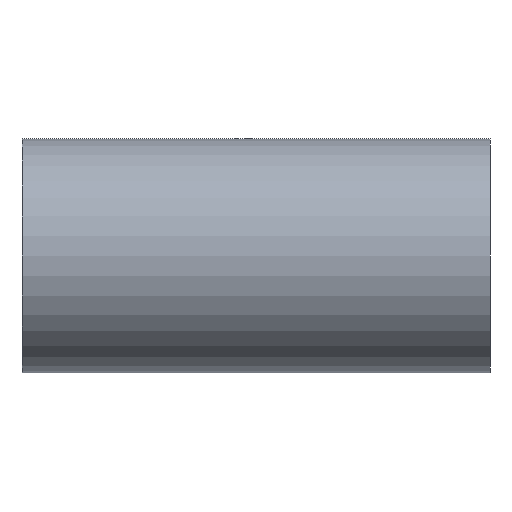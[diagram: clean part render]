
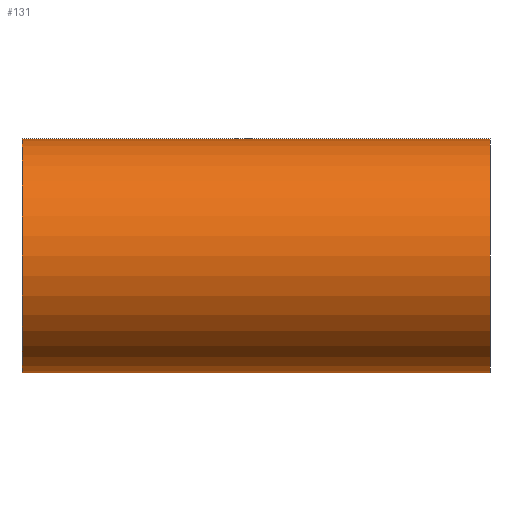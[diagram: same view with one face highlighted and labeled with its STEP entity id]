
A CAD part, left-side view. The second image highlights one B-rep face of the part: STEP entity #131.
In plain terms, the highlighted cylindrical face has radius 5.556 mm (diameter 11.112 mm), a partial arc.
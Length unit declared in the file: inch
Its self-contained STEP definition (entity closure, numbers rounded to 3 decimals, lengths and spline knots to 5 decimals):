
#1 = LINE ( 'NONE', #143, #215 ) ;
#3 = ORIENTED_EDGE ( 'NONE', *, *, #39, .F. ) ;
#7 = AXIS2_PLACEMENT_3D ( 'NONE', #164, #51, #123 ) ;
#9 = ORIENTED_EDGE ( 'NONE', *, *, #216, .T. ) ;
#12 = CARTESIAN_POINT ( 'NONE',  ( 0., 0.4375, 0.21875 ) ) ;
#19 = CARTESIAN_POINT ( 'NONE',  ( 0., -0.4375, 0.21875 ) ) ;
#21 = VERTEX_POINT ( 'NONE', #155 ) ;
#39 = EDGE_CURVE ( 'NONE', #49, #165, #168, .T. ) ;
#41 = DIRECTION ( 'NONE',  ( 0., 1., 0. ) ) ;
#45 = CARTESIAN_POINT ( 'NONE',  ( 0., 0.4375, -0.21875 ) ) ;
#46 = DIRECTION ( 'NONE',  ( 0., 0., 1. ) ) ;
#49 = VERTEX_POINT ( 'NONE', #12 ) ;
#51 = DIRECTION ( 'NONE',  ( 0., -1., 0. ) ) ;
#54 = VECTOR ( 'NONE', #186, 39.37008 ) ;
#59 = CARTESIAN_POINT ( 'NONE',  ( 0., 0.4375, 0.21875 ) ) ;
#61 = CARTESIAN_POINT ( 'NONE',  ( 0., 0.4375, 0. ) ) ;
#63 = CIRCLE ( 'NONE', #84, 0.21875 ) ;
#74 = ORIENTED_EDGE ( 'NONE', *, *, #90, .F. ) ;
#84 = AXIS2_PLACEMENT_3D ( 'NONE', #61, #205, #46 ) ;
#86 = DIRECTION ( 'NONE',  ( 0., 0., 1. ) ) ;
#90 = EDGE_CURVE ( 'NONE', #209, #49, #63, .T. ) ;
#97 = DIRECTION ( 'NONE',  ( 0., -1., 0. ) ) ;
#105 = CIRCLE ( 'NONE', #197, 0.21875 ) ;
#123 = DIRECTION ( 'NONE',  ( 0., 0., -1. ) ) ;
#124 = EDGE_CURVE ( 'NONE', #209, #21, #1, .T. ) ;
#131 = ADVANCED_FACE ( 'NONE', ( #147 ), #214, .T. ) ;
#137 = ORIENTED_EDGE ( 'NONE', *, *, #124, .T. ) ;
#143 = CARTESIAN_POINT ( 'NONE',  ( 0., 0.4375, -0.21875 ) ) ;
#147 = FACE_OUTER_BOUND ( 'NONE', #202, .T. ) ;
#155 = CARTESIAN_POINT ( 'NONE',  ( 0., -0.4375, -0.21875 ) ) ;
#164 = CARTESIAN_POINT ( 'NONE',  ( 0., 0.4375, 0. ) ) ;
#165 = VERTEX_POINT ( 'NONE', #19 ) ;
#168 = LINE ( 'NONE', #59, #54 ) ;
#186 = DIRECTION ( 'NONE',  ( 0., -1., 0. ) ) ;
#197 = AXIS2_PLACEMENT_3D ( 'NONE', #208, #41, #86 ) ;
#202 = EDGE_LOOP ( 'NONE', ( #3, #74, #137, #9 ) ) ;
#205 = DIRECTION ( 'NONE',  ( 0., 1., 0. ) ) ;
#208 = CARTESIAN_POINT ( 'NONE',  ( 0., -0.4375, 0. ) ) ;
#209 = VERTEX_POINT ( 'NONE', #45 ) ;
#214 = CYLINDRICAL_SURFACE ( 'NONE', #7, 0.21875 ) ;
#215 = VECTOR ( 'NONE', #97, 39.37008 ) ;
#216 = EDGE_CURVE ( 'NONE', #21, #165, #105, .T. ) ;
